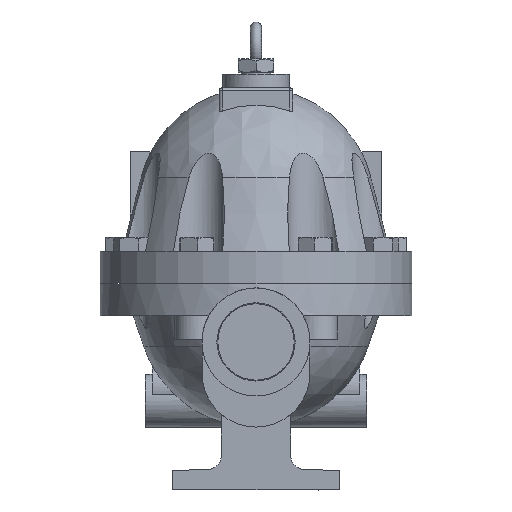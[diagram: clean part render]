
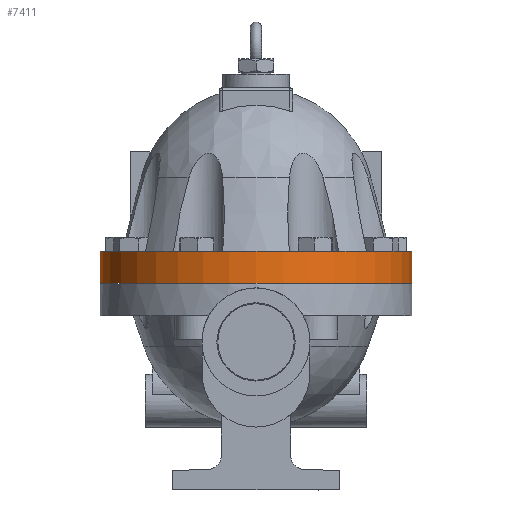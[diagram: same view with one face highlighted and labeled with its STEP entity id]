
A CAD part, left-side view. The second image highlights one B-rep face of the part: STEP entity #7411.
In plain terms, the highlighted cylindrical face has radius 112.5 mm (diameter 225 mm), a partial arc.
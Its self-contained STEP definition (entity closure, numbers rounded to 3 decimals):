
#535=LINE('',#13746,#996);
#538=LINE('',#13751,#999);
#996=VECTOR('',#9591,23.);
#999=VECTOR('',#9598,23.);
#2019=FACE_OUTER_BOUND('',#2506,.T.);
#2506=EDGE_LOOP('',(#6328,#6329,#6330,#6331));
#2685=CIRCLE('',#7621,112.5);
#2835=CIRCLE('',#8026,112.5);
#3088=VERTEX_POINT('',#11410);
#3089=VERTEX_POINT('',#11412);
#3459=VERTEX_POINT('',#13729);
#3460=VERTEX_POINT('',#13730);
#3860=EDGE_CURVE('',#3088,#3089,#2685,.T.);
#4452=EDGE_CURVE('',#3459,#3460,#2835,.T.);
#4460=EDGE_CURVE('',#3459,#3088,#535,.T.);
#4463=EDGE_CURVE('',#3460,#3089,#538,.T.);
#6328=ORIENTED_EDGE('',*,*,#4452,.T.);
#6329=ORIENTED_EDGE('',*,*,#4463,.T.);
#6330=ORIENTED_EDGE('',*,*,#3860,.F.);
#6331=ORIENTED_EDGE('',*,*,#4460,.F.);
#7032=CYLINDRICAL_SURFACE('',#8033,112.5);
#7411=ADVANCED_FACE('',(#2019),#7032,.T.);
#7621=AXIS2_PLACEMENT_3D('',#11413,#8549,#8550);
#8026=AXIS2_PLACEMENT_3D('',#13731,#9577,#9578);
#8033=AXIS2_PLACEMENT_3D('',#13752,#9599,#9600);
#8549=DIRECTION('center_axis',(0.,0.,
1.));
#8550=DIRECTION('ref_axis',(0.,1.,0.));
#9577=DIRECTION('center_axis',(0.,0.,
1.));
#9578=DIRECTION('ref_axis',(0.,1.,0.));
#9591=DIRECTION('',(0.,0.,1.));
#9598=DIRECTION('',(0.,0.,1.));
#9599=DIRECTION('center_axis',(0.,0.,1.));
#9600=DIRECTION('ref_axis',(0.,1.,0.));
#11410=CARTESIAN_POINT('',(-67.5,112.5,23.5));
#11412=CARTESIAN_POINT('',(-67.5,-112.5,23.5));
#11413=CARTESIAN_POINT('Origin',(-67.5,0.,23.5));
#13729=CARTESIAN_POINT('',(-67.5,112.5,0.5));
#13730=CARTESIAN_POINT('',(-67.5,-112.5,0.5));
#13731=CARTESIAN_POINT('Origin',(-67.5,0.,0.5));
#13746=CARTESIAN_POINT('',(-67.5,112.5,0.5));
#13751=CARTESIAN_POINT('',(-67.5,-112.5,0.5));
#13752=CARTESIAN_POINT('Origin',(-67.5,0.,0.5));
